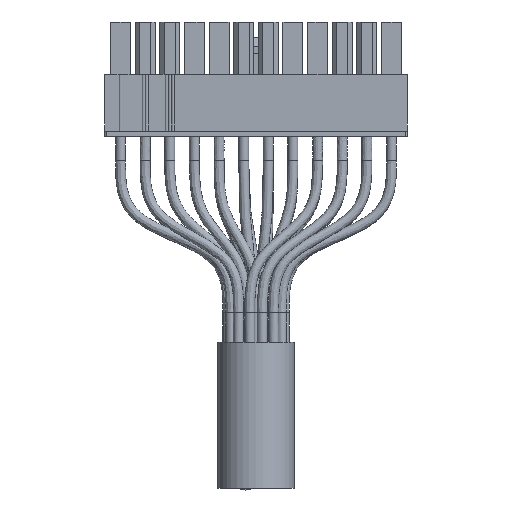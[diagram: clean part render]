
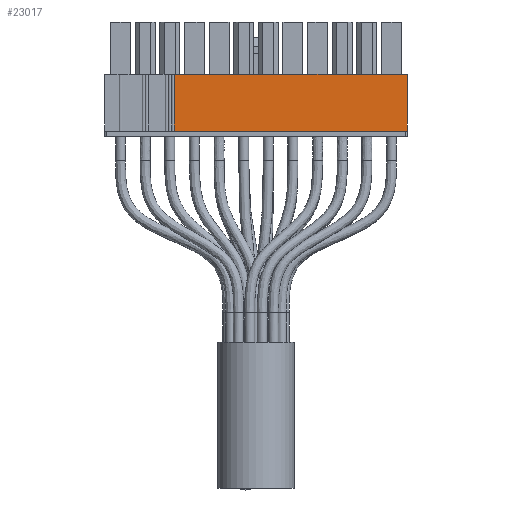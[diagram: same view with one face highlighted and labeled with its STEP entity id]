
A CAD part, front view. The second image highlights one B-rep face of the part: STEP entity #23017.
In plain terms, the highlighted planar face has unit normal (0, -1, 0).
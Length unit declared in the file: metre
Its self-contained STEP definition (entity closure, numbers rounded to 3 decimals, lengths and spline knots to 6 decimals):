
#5581=ORIENTED_EDGE('',*,*,#9635,.T.);
#5582=ORIENTED_EDGE('',*,*,#9622,.F.);
#5583=ORIENTED_EDGE('',*,*,#9650,.F.);
#5584=ORIENTED_EDGE('',*,*,#9489,.T.);
#9489=EDGE_CURVE('',#11754,#11757,#14599,.T.);
#9622=EDGE_CURVE('',#11851,#11852,#14709,.T.);
#9635=EDGE_CURVE('',#11757,#11852,#14718,.T.);
#9650=EDGE_CURVE('',#11754,#11851,#14731,.T.);
#11754=VERTEX_POINT('',#41897);
#11757=VERTEX_POINT('',#41902);
#11851=VERTEX_POINT('',#42173);
#11852=VERTEX_POINT('',#42175);
#14599=LINE('',#41903,#17384);
#14709=LINE('',#42174,#17494);
#14718=LINE('',#42200,#17503);
#14731=LINE('',#42225,#17516);
#17384=VECTOR('',#35356,1.);
#17494=VECTOR('',#35600,1.);
#17503=VECTOR('',#35625,1.);
#17516=VECTOR('',#35652,1.);
#18520=EDGE_LOOP('',(#5581,#5582,#5583,#5584));
#19765=FACE_BOUND('',#18520,.T.);
#20971=PLANE('',#30633);
#23017=ADVANCED_FACE('',(#19765),#20971,.T.);
#30633=AXIS2_PLACEMENT_3D('',#42224,#35650,#35651);
#35356=DIRECTION('',(0.,0.,-1.));
#35600=DIRECTION('',(0.,0.,-1.));
#35625=DIRECTION('',(1.,0.,0.));
#35650=DIRECTION('',(0.,-1.,0.));
#35651=DIRECTION('',(0.,0.,-1.));
#35652=DIRECTION('',(1.,0.,0.));
#41897=CARTESIAN_POINT('',(-0.0139,-0.0048,0.));
#41902=CARTESIAN_POINT('',(-0.0139,-0.0048,-0.0097));
#41903=CARTESIAN_POINT('',(-0.0139,-0.0048,0.));
#42173=CARTESIAN_POINT('',(0.0258,-0.0048,0.));
#42174=CARTESIAN_POINT('',(0.0258,-0.0048,0.));
#42175=CARTESIAN_POINT('',(0.0258,-0.0048,-0.0097));
#42200=CARTESIAN_POINT('',(-0.0139,-0.0048,-0.0097));
#42224=CARTESIAN_POINT('',(-0.0258,-0.0048,0.));
#42225=CARTESIAN_POINT('',(-0.0139,-0.0048,0.));
